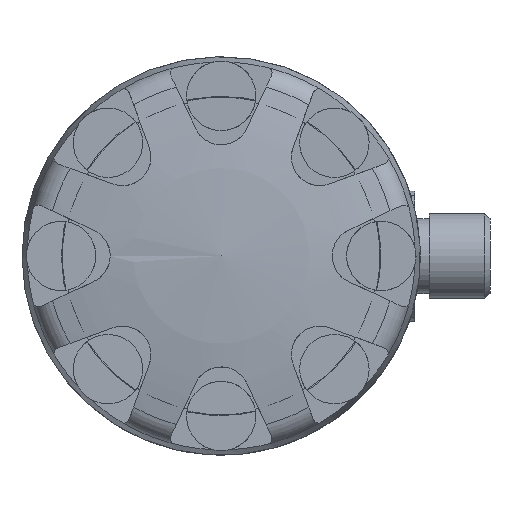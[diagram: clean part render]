
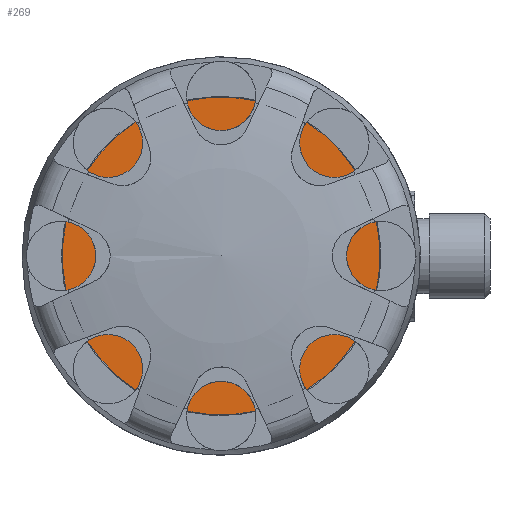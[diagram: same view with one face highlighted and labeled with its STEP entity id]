
A CAD part, top view. The second image highlights one B-rep face of the part: STEP entity #269.
In plain terms, the highlighted planar face has unit normal (0, 0, 1).
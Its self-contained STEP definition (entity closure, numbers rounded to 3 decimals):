
#269 = ADVANCED_FACE( '', ( #687 ), #688, .F. );
#687 = FACE_OUTER_BOUND( '', #1291, .T. );
#688 = PLANE( '', #1292 );
#1291 = EDGE_LOOP( '', ( #2072 ) );
#1292 = AXIS2_PLACEMENT_3D( '', #2073, #2074, #2075 );
#2072 = ORIENTED_EDGE( '', *, *, #3454, .T. );
#2073 = CARTESIAN_POINT( '', ( 0., 0., 49.1 ) );
#2074 = DIRECTION( '', ( 0., 0., -1. ) );
#2075 = DIRECTION( '', ( -1., 0., 0. ) );
#3454 = EDGE_CURVE( '', #4168, #4168, #4169, .T. );
#4168 = VERTEX_POINT( '', #5415 );
#4169 = CIRCLE( '', #5416, 22.301 );
#5415 = CARTESIAN_POINT( '', ( -22.301, 0., 49.1 ) );
#5416 = AXIS2_PLACEMENT_3D( '', #6845, #6846, #6847 );
#6845 = CARTESIAN_POINT( '', ( 0., 0., 49.1 ) );
#6846 = DIRECTION( '', ( 0., 0., 1. ) );
#6847 = DIRECTION( '', ( -1., 0., 0. ) );
